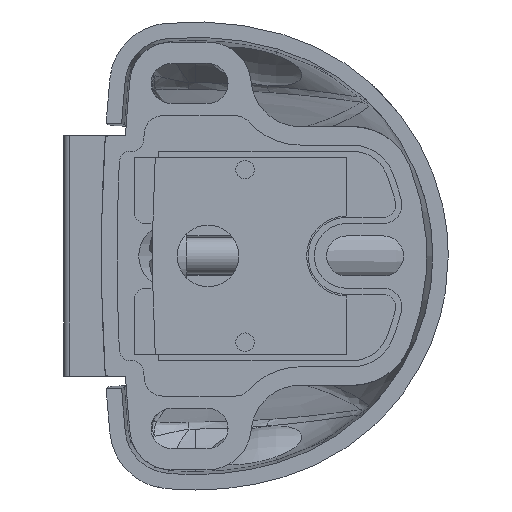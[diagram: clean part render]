
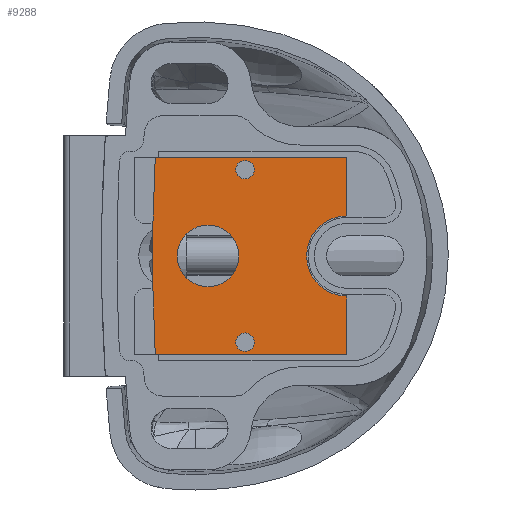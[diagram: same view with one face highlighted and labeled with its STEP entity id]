
A CAD part, front view. The second image highlights one B-rep face of the part: STEP entity #9288.
In plain terms, the highlighted planar face has unit normal (0, -1, 0).
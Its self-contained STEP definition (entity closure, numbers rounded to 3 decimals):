
#584 = EDGE_CURVE ( 'NONE', #9779, #18874, #2253, .T. ) ;
#586 = FACE_OUTER_BOUND ( 'NONE', #6390, .T. ) ;
#683 = DIRECTION ( 'NONE',  ( -1., 0., 0. ) ) ;
#809 = EDGE_CURVE ( 'NONE', #19161, #22539, #13881, .T. ) ;
#901 = ORIENTED_EDGE ( 'NONE', *, *, #584, .F. ) ;
#1507 = VERTEX_POINT ( 'NONE', #18860 ) ;
#1680 = DIRECTION ( 'NONE',  ( 0., 0., -1. ) ) ;
#2014 = VERTEX_POINT ( 'NONE', #3475 ) ;
#2138 = FACE_BOUND ( 'NONE', #7406, .T. ) ;
#2253 = LINE ( 'NONE', #24030, #16598 ) ;
#2742 = ORIENTED_EDGE ( 'NONE', *, *, #23717, .F. ) ;
#3165 = CARTESIAN_POINT ( 'NONE',  ( 6.5, 0., -22.5 ) ) ;
#3475 = CARTESIAN_POINT ( 'NONE',  ( 16., 0., -22.5 ) ) ;
#3649 = DIRECTION ( 'NONE',  ( 0., 0., -1. ) ) ;
#3699 = DIRECTION ( 'NONE',  ( 0., 0., -1. ) ) ;
#3909 = CIRCLE ( 'NONE', #14165, 1.5 ) ;
#4133 = DIRECTION ( 'NONE',  ( 0., -1., 0. ) ) ;
#5241 = CIRCLE ( 'NONE', #18498, 1.5 ) ;
#5832 = DIRECTION ( 'NONE',  ( 0., 0., 1. ) ) ;
#5837 = CARTESIAN_POINT ( 'NONE',  ( 14., 0., -6. ) ) ;
#6099 = DIRECTION ( 'NONE',  ( 0., -1., 0. ) ) ;
#6146 = DIRECTION ( 'NONE',  ( 0., 1., 0. ) ) ;
#6175 = ORIENTED_EDGE ( 'NONE', *, *, #12237, .T. ) ;
#6390 = EDGE_LOOP ( 'NONE', ( #7153, #901, #22349, #14933, #6466, #7145 ) ) ;
#6466 = ORIENTED_EDGE ( 'NONE', *, *, #7698, .F. ) ;
#6611 = CARTESIAN_POINT ( 'NONE',  ( 14., 0., -6. ) ) ;
#6659 = ORIENTED_EDGE ( 'NONE', *, *, #8173, .F. ) ;
#6711 = CIRCLE ( 'NONE', #13423, 5. ) ;
#6863 = DIRECTION ( 'NONE',  ( 0., 0., -1. ) ) ;
#7145 = ORIENTED_EDGE ( 'NONE', *, *, #809, .F. ) ;
#7153 = ORIENTED_EDGE ( 'NONE', *, *, #12930, .F. ) ;
#7406 = EDGE_LOOP ( 'NONE', ( #11007, #14960 ) ) ;
#7451 = VECTOR ( 'NONE', #683, 1000. ) ;
#7575 = AXIS2_PLACEMENT_3D ( 'NONE', #8620, #6099, #3649 ) ;
#7698 = EDGE_CURVE ( 'NONE', #22539, #2014, #16112, .T. ) ;
#8123 = LINE ( 'NONE', #3165, #7451 ) ;
#8173 = EDGE_CURVE ( 'NONE', #22480, #1507, #5241, .T. ) ;
#8340 = DIRECTION ( 'NONE',  ( 0., 1., 0. ) ) ;
#8529 = AXIS2_PLACEMENT_3D ( 'NONE', #11172, #6146, #3699 ) ;
#8620 = CARTESIAN_POINT ( 'NONE',  ( -14., 0., -6. ) ) ;
#8629 = DIRECTION ( 'NONE',  ( 0., 0., -1. ) ) ;
#8814 = CIRCLE ( 'NONE', #19910, 1.5 ) ;
#9288 = ADVANCED_FACE ( 'NONE', ( #11240, #586, #9656, #2138 ), #18559, .T. ) ;
#9361 = DIRECTION ( 'NONE',  ( 0., -1., 0. ) ) ;
#9656 = FACE_BOUND ( 'NONE', #13085, .T. ) ;
#9779 = VERTEX_POINT ( 'NONE', #13830 ) ;
#10277 = ORIENTED_EDGE ( 'NONE', *, *, #20878, .T. ) ;
#10824 = CARTESIAN_POINT ( 'NONE',  ( -16., 0., -22.5 ) ) ;
#10855 = CARTESIAN_POINT ( 'NONE',  ( 0., 0., 0. ) ) ;
#11007 = ORIENTED_EDGE ( 'NONE', *, *, #18506, .F. ) ;
#11090 = DIRECTION ( 'NONE',  ( 0., 0., -1. ) ) ;
#11132 = CARTESIAN_POINT ( 'NONE',  ( 16., 0., -22.5 ) ) ;
#11172 = CARTESIAN_POINT ( 'NONE',  ( 0., 0., -291. ) ) ;
#11240 = FACE_BOUND ( 'NONE', #13889, .T. ) ;
#11291 = CIRCLE ( 'NONE', #23367, 5. ) ;
#11796 = VERTEX_POINT ( 'NONE', #12368 ) ;
#11819 = VERTEX_POINT ( 'NONE', #13663 ) ;
#11861 = CARTESIAN_POINT ( 'NONE',  ( -14., 0., -6. ) ) ;
#12081 = CIRCLE ( 'NONE', #7575, 1.5 ) ;
#12221 = DIRECTION ( 'NONE',  ( 0., 0., 1. ) ) ;
#12237 = EDGE_CURVE ( 'NONE', #17513, #19181, #11291, .T. ) ;
#12368 = CARTESIAN_POINT ( 'NONE',  ( 6.5, 0., -22.5 ) ) ;
#12522 = EDGE_CURVE ( 'NONE', #23842, #11819, #3909, .T. ) ;
#12930 = EDGE_CURVE ( 'NONE', #18874, #19161, #19703, .T. ) ;
#13085 = EDGE_LOOP ( 'NONE', ( #6175, #10277 ) ) ;
#13423 = AXIS2_PLACEMENT_3D ( 'NONE', #21045, #18594, #16106 ) ;
#13574 = DIRECTION ( 'NONE',  ( 0., -1., 0. ) ) ;
#13663 = CARTESIAN_POINT ( 'NONE',  ( -14., 0., -4.5 ) ) ;
#13830 = CARTESIAN_POINT ( 'NONE',  ( -6.5, 0., -22.5 ) ) ;
#13841 = AXIS2_PLACEMENT_3D ( 'NONE', #17183, #14719, #12221 ) ;
#13881 = CIRCLE ( 'NONE', #8529, 300. ) ;
#13889 = EDGE_LOOP ( 'NONE', ( #2742, #6659 ) ) ;
#13995 = CARTESIAN_POINT ( 'NONE',  ( -14., 0., -7.5 ) ) ;
#14165 = AXIS2_PLACEMENT_3D ( 'NONE', #11861, #9361, #6863 ) ;
#14246 = CARTESIAN_POINT ( 'NONE',  ( 14., 0., -7.5 ) ) ;
#14719 = DIRECTION ( 'NONE',  ( 0., -1., 0. ) ) ;
#14769 = DIRECTION ( 'NONE',  ( 0., 0., 1. ) ) ;
#14933 = ORIENTED_EDGE ( 'NONE', *, *, #21580, .F. ) ;
#14960 = ORIENTED_EDGE ( 'NONE', *, *, #12522, .F. ) ;
#15193 = CARTESIAN_POINT ( 'NONE',  ( 0., 0., 5. ) ) ;
#16067 = CARTESIAN_POINT ( 'NONE',  ( 0., 0., -291. ) ) ;
#16099 = AXIS2_PLACEMENT_3D ( 'NONE', #16067, #13574, #11090 ) ;
#16106 = DIRECTION ( 'NONE',  ( 0., 0., 1. ) ) ;
#16112 = LINE ( 'NONE', #11132, #17832 ) ;
#16598 = VECTOR ( 'NONE', #21546, 1000. ) ;
#17135 = EDGE_CURVE ( 'NONE', #11796, #9779, #23024, .T. ) ;
#17183 = CARTESIAN_POINT ( 'NONE',  ( 0., 0., -22.5 ) ) ;
#17232 = CARTESIAN_POINT ( 'NONE',  ( -16., 0., -22.5 ) ) ;
#17513 = VERTEX_POINT ( 'NONE', #23134 ) ;
#17727 = DIRECTION ( 'NONE',  ( 0., 0., -1. ) ) ;
#17832 = VECTOR ( 'NONE', #8629, 1000. ) ;
#18371 = VECTOR ( 'NONE', #14769, 1000. ) ;
#18498 = AXIS2_PLACEMENT_3D ( 'NONE', #5837, #20210, #17727 ) ;
#18506 = EDGE_CURVE ( 'NONE', #11819, #23842, #12081, .T. ) ;
#18559 = PLANE ( 'NONE',  #16099 ) ;
#18594 = DIRECTION ( 'NONE',  ( 0., 1., 0. ) ) ;
#18860 = CARTESIAN_POINT ( 'NONE',  ( 14., 0., -4.5 ) ) ;
#18874 = VERTEX_POINT ( 'NONE', #10824 ) ;
#19161 = VERTEX_POINT ( 'NONE', #20146 ) ;
#19181 = VERTEX_POINT ( 'NONE', #15193 ) ;
#19703 = LINE ( 'NONE', #17232, #18371 ) ;
#19910 = AXIS2_PLACEMENT_3D ( 'NONE', #6611, #4133, #1680 ) ;
#20146 = CARTESIAN_POINT ( 'NONE',  ( -16., 0., 8.573 ) ) ;
#20210 = DIRECTION ( 'NONE',  ( 0., -1., 0. ) ) ;
#20499 = CARTESIAN_POINT ( 'NONE',  ( 16., 0., 8.573 ) ) ;
#20878 = EDGE_CURVE ( 'NONE', #19181, #17513, #6711, .T. ) ;
#21045 = CARTESIAN_POINT ( 'NONE',  ( 0., 0., 0. ) ) ;
#21546 = DIRECTION ( 'NONE',  ( -1., 0., 0. ) ) ;
#21580 = EDGE_CURVE ( 'NONE', #2014, #11796, #8123, .T. ) ;
#22349 = ORIENTED_EDGE ( 'NONE', *, *, #17135, .F. ) ;
#22480 = VERTEX_POINT ( 'NONE', #14246 ) ;
#22539 = VERTEX_POINT ( 'NONE', #20499 ) ;
#23024 = CIRCLE ( 'NONE', #13841, 6.5 ) ;
#23134 = CARTESIAN_POINT ( 'NONE',  ( 0., 0., -5. ) ) ;
#23367 = AXIS2_PLACEMENT_3D ( 'NONE', #10855, #8340, #5832 ) ;
#23717 = EDGE_CURVE ( 'NONE', #1507, #22480, #8814, .T. ) ;
#23842 = VERTEX_POINT ( 'NONE', #13995 ) ;
#24030 = CARTESIAN_POINT ( 'NONE',  ( -16., 0., -22.5 ) ) ;
